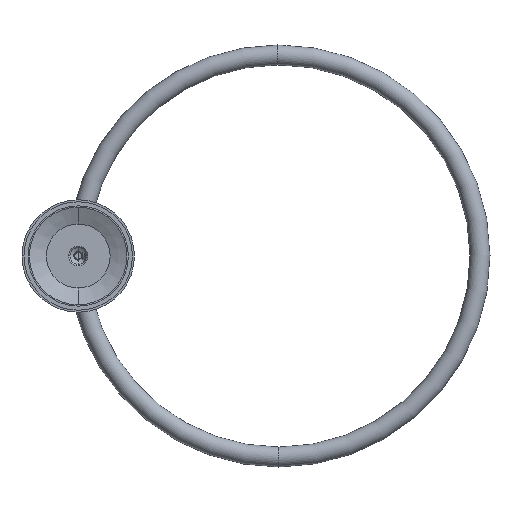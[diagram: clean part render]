
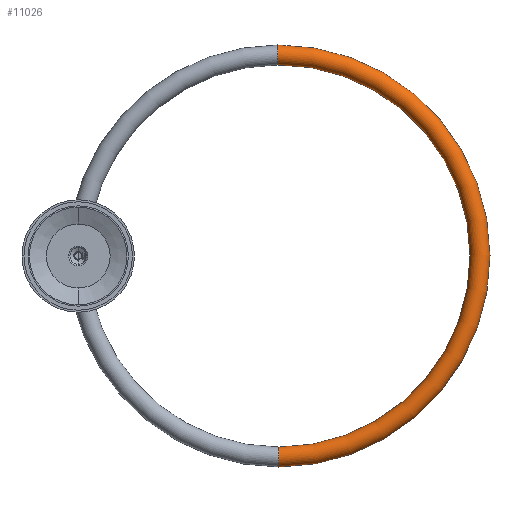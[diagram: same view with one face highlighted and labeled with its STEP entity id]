
A CAD part, left-side view. The second image highlights one B-rep face of the part: STEP entity #11026.
In plain terms, the highlighted toroidal (fillet/blend) face has major radius 99.949 mm and minor radius 4.953 mm.
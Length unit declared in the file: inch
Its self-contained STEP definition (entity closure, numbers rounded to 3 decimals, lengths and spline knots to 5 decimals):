
#10872=CARTESIAN_POINT('',(-3.93494,0.02177,0.));
#10873=DIRECTION('',(-0.006,-1.,0.));
#10874=DIRECTION('',(-1.,0.006,0.));
#10875=AXIS2_PLACEMENT_3D('',#10872,#10873,#10874);
#10877=CARTESIAN_POINT('',(0.,0.,0.));
#10878=DIRECTION('',(0.,0.,1.));
#10879=DIRECTION('',(-1.,0.006,0.));
#10880=AXIS2_PLACEMENT_3D('',#10877,#10878,#10879);
#10887=CARTESIAN_POINT('',(0.,0.,0.));
#10888=DIRECTION('',(0.,0.,1.));
#10889=DIRECTION('',(-1.,0.006,0.));
#10890=AXIS2_PLACEMENT_3D('',#10887,#10888,#10889);
#10902=CARTESIAN_POINT('',(3.935,0.,0.));
#10903=DIRECTION('',(0.,1.,0.));
#10904=DIRECTION('',(1.,0.,0.));
#10905=AXIS2_PLACEMENT_3D('',#10902,#10903,#10904);
#10946=CARTESIAN_POINT('',(-3.73994,0.02069,0.));
#10947=CARTESIAN_POINT('',(-4.12994,0.02285,0.));
#10948=VERTEX_POINT('',#10946);
#10949=VERTEX_POINT('',#10947);
#10954=CARTESIAN_POINT('',(3.74,0.,0.));
#10955=VERTEX_POINT('',#10954);
#10956=CARTESIAN_POINT('',(4.13,0.,0.));
#10957=VERTEX_POINT('',#10956);
#11012=CARTESIAN_POINT('',(0.,0.,0.));
#11013=DIRECTION('',(0.,0.,1.));
#11014=DIRECTION('',(1.,-0.006,0.));
#11015=AXIS2_PLACEMENT_3D('',#11012,#11013,#11014);
#11016=TOROIDAL_SURFACE('',#11015,3.935,0.195);
#11017=ORIENTED_EDGE('',*,*,#11006,.F.);
#11019=ORIENTED_EDGE('',*,*,#11018,.T.);
#11021=ORIENTED_EDGE('',*,*,#11020,.T.);
#11023=ORIENTED_EDGE('',*,*,#11022,.F.);
#11024=EDGE_LOOP('',(#11017,#11019,#11021,#11023));
#11025=FACE_OUTER_BOUND('',#11024,.F.);
#11026=ADVANCED_FACE('',(#11025),#11016,.T.);
#10876=CIRCLE('',#10875,0.195);
#10881=CIRCLE('',#10880,4.13);
#10891=CIRCLE('',#10890,3.74);
#10906=CIRCLE('',#10905,0.195);
#11006=EDGE_CURVE('',#10949,#10948,#10876,.T.);
#11018=EDGE_CURVE('',#10949,#10957,#10881,.T.);
#11020=EDGE_CURVE('',#10957,#10955,#10906,.T.);
#11022=EDGE_CURVE('',#10948,#10955,#10891,.T.);
